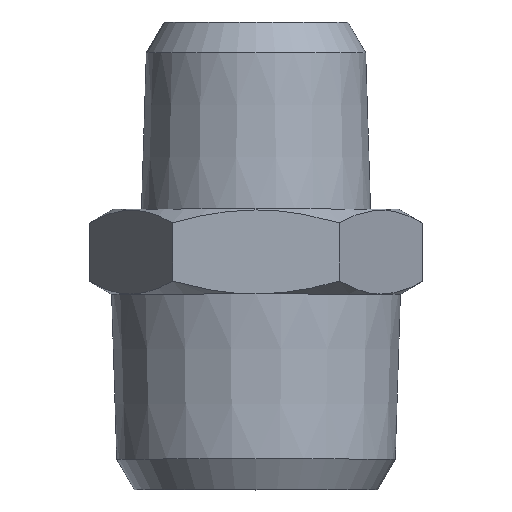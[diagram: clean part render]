
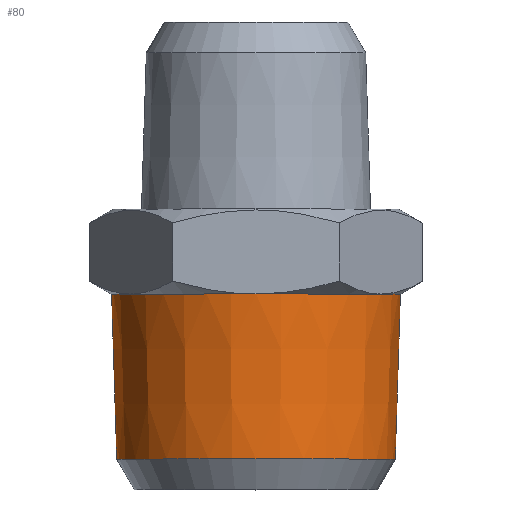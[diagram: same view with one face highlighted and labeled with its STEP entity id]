
A CAD part, top view. The second image highlights one B-rep face of the part: STEP entity #80.
In plain terms, the highlighted conical face has half-angle 1.79 degrees and reference radius 8.49 mm.
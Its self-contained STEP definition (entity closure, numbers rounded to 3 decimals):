
#80 = ADVANCED_FACE( 'NONE', ( #114, #115 ), #116, .T. );
#114 = FACE_OUTER_BOUND( '', #180, .T. );
#115 = FACE_BOUND( '', #181, .T. );
#116 = CONICAL_SURFACE( '', #182, 8.49, 0.031 );
#180 = EDGE_LOOP( '', ( #277 ) );
#181 = EDGE_LOOP( '', ( #278 ) );
#182 = AXIS2_PLACEMENT_3D( '', #279, #280, #281 );
#277 = ORIENTED_EDGE( '', *, *, #424, .T. );
#278 = ORIENTED_EDGE( '', *, *, #425, .F. );
#279 = CARTESIAN_POINT( '', ( 0., 11.5, 0. ) );
#280 = DIRECTION( '', ( 0., 1., 0. ) );
#281 = DIRECTION( '', ( -1., 0., 0. ) );
#424 = EDGE_CURVE( 'NONE', #488, #488, #489, .T. );
#425 = EDGE_CURVE( 'NONE', #490, #490, #491, .T. );
#488 = VERTEX_POINT( '', #643 );
#489 = CIRCLE( '', #644, 8.49 );
#490 = VERTEX_POINT( '', #645 );
#491 = CIRCLE( '', #646, 8.187 );
#643 = CARTESIAN_POINT( '', ( 8.49, 11.5, 0. ) );
#644 = AXIS2_PLACEMENT_3D( '', #719, #720, #721 );
#645 = CARTESIAN_POINT( '', ( 8.187, 1.8, 0. ) );
#646 = AXIS2_PLACEMENT_3D( '', #722, #723, #724 );
#719 = CARTESIAN_POINT( '', ( 0., 11.5, 0. ) );
#720 = DIRECTION( '', ( 0., -1., 0. ) );
#721 = DIRECTION( '', ( 1., 0., 0. ) );
#722 = CARTESIAN_POINT( '', ( 0., 1.8, 0. ) );
#723 = DIRECTION( '', ( 0., -1., 0. ) );
#724 = DIRECTION( '', ( 1., 0., 0. ) );
